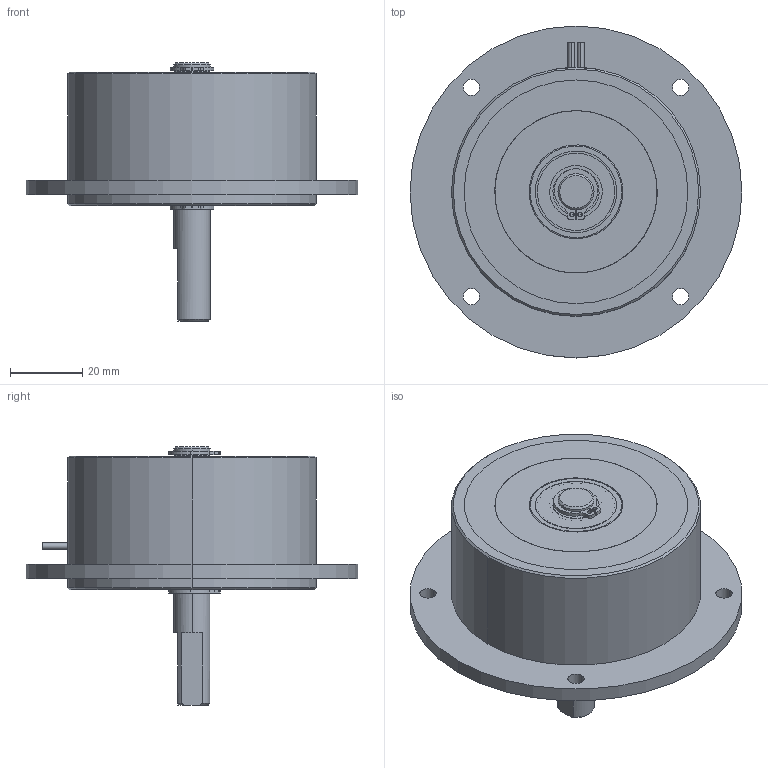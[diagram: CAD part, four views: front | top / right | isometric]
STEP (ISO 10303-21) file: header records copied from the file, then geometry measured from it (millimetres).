
FILE_DESCRIPTION (( 'STEP AP203' ), '1' );
FILE_NAME ('25314500.STEP', '2015-07-09T05:56:19', ( 'user29' ), ( '小倉クラッチ株式会社' ), 'SwSTEP 2.0', 'SolidWorks 2009', '' );
FILE_SCHEMA (( 'CONFIG_CONTROL_DESIGN' ));
Length unit declared in the file: millimetre
Products named in the file (1): 25314500
Bounding box: 92 x 92 x 71.5 mm (x, y, z)
Volume: 193064.6 mm3; surface area: 70271.6 mm2
Topology: 31 solids, 32 shells, 386 faces, 900 edges, 580 vertices
Faces by surface type: cylinder 184, plane 99, cone 41, sphere 36, torus 26
Entity records: 10764 total; most frequent: DIRECTION 2101, CARTESIAN_POINT 1867, ORIENTED_EDGE 1620, AXIS2_PLACEMENT_3D 914, EDGE_CURVE 810, CIRCLE 527, VERTEX_POINT 526, EDGE_LOOP 464
